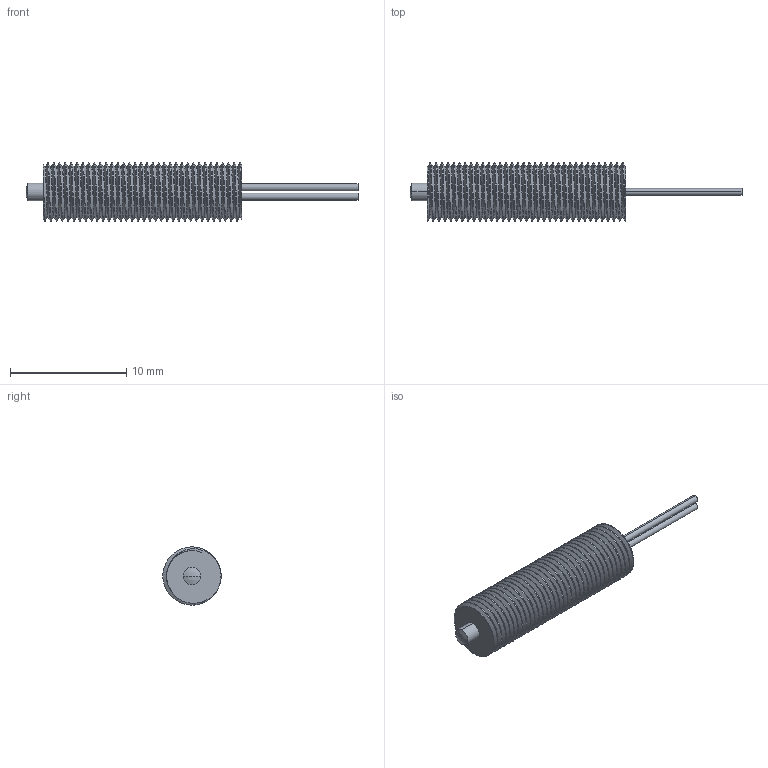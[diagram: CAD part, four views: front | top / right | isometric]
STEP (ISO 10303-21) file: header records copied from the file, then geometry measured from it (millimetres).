
FILE_DESCRIPTION(('STEP AP203'),'1');
FILE_NAME('PT5M3WB.stp','2015-10-16T06:50:39',(' '),(' '),'Spatial InterOp 3D',' ',' ');
FILE_SCHEMA(('CONFIG_CONTROL_DESIGN'));
Length unit declared in the file: millimetre
Products named in the file (1): 1
Bounding box: 28.5 x 4.99 x 5 mm (x, y, z)
Volume: 300.5 mm3; surface area: 512.9 mm2
Topology: 1 solids, 1 shells, 84 faces, 240 edges, 159 vertices
Faces by surface type: cylinder 75, plane 4, bspline 3, sphere 2
Entity records: 62533 total; most frequent: CARTESIAN_POINT 60727, ORIENTED_EDGE 476, DIRECTION 274, EDGE_CURVE 238, VERTEX_POINT 159, AXIS2_PLACEMENT_3D 100, EDGE_LOOP 87, ADVANCED_FACE 84
